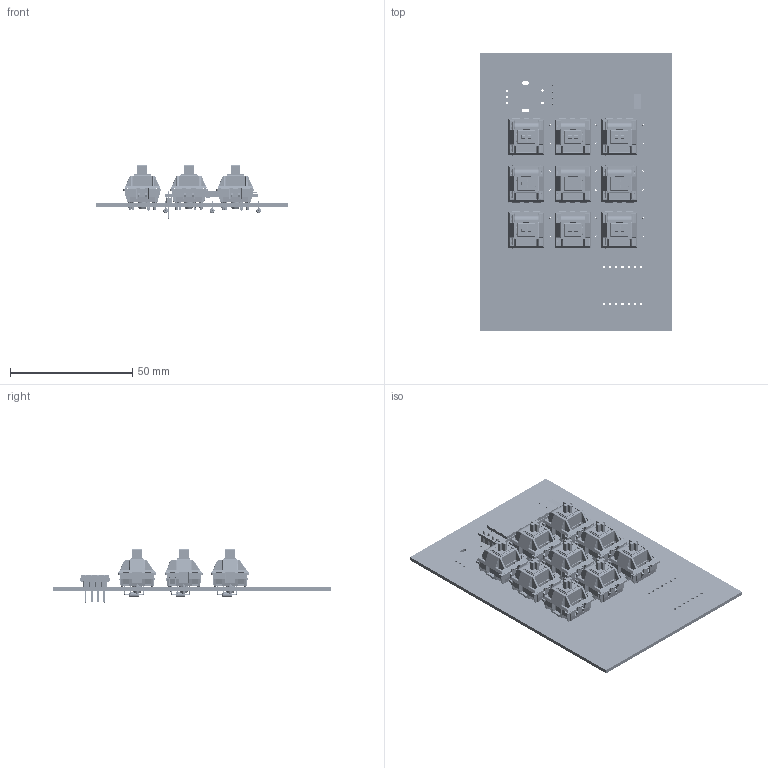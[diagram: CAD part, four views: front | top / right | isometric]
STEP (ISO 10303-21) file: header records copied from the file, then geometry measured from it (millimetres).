
FILE_DESCRIPTION(('KiCad electronic assembly'),'2;1');
FILE_NAME('key board working and new.step','2025-12-12T22:09:35',( 'Pcbnew'),('Kicad'),'Open CASCADE STEP processor 7.9', 'KiCad to STEP converter','Unknown');
FILE_SCHEMA(('AUTOMOTIVE_DESIGN { 1 0 10303 214 1 1 1 1 }'));
Length unit declared in the file: millimetre
Products named in the file (10): key board working and new 1; MX_PCB; OLED_128x32; OLED_0.91_128x32; Pin Header 4 x 1 TH 2.54mm Pitch; RESC-0603; 2SD0601A; Diode_DO-35; key board working and new_PCB; key board working and new 2
Assembly tree (36 placements, depth 3):
  key board working and new 1
    MX_PCB  x9
    OLED_128x32
      OLED_0.91_128x32
      Pin Header 4 x 1 TH 2.54mm Pitch
      RESC-0603  x13
      2SD0601A
    Diode_DO-35  x9
    key board working and new_PCB
  key board working and new 2
Bounding box: 78.74 x 113.54 x 21.89 mm (x, y, z)
Volume: 23401.5 mm3; surface area: 50312.4 mm2
Topology: 134 solids, 134 shells, 9859 faces, 25756 edges, 16299 vertices
Faces by surface type: plane 6156, cylinder 2621, bspline 398, torus 360, sphere 234, cone 90
Full cylindrical faces by diameter (mm): 0.5 x27, 0.8 x18, 1 x27, 1.5 x18, 1.75 x18, 2 x26, 2.02 x9, 4 x9
Entity records: 66586 total; most frequent: CARTESIAN_POINT 19606, ORIENTED_EDGE 8208, DIRECTION 7350, EDGE_CURVE 4104, LINE 2936, VECTOR 2936, VERTEX_POINT 2627, AXIS2_PLACEMENT_3D 2207
